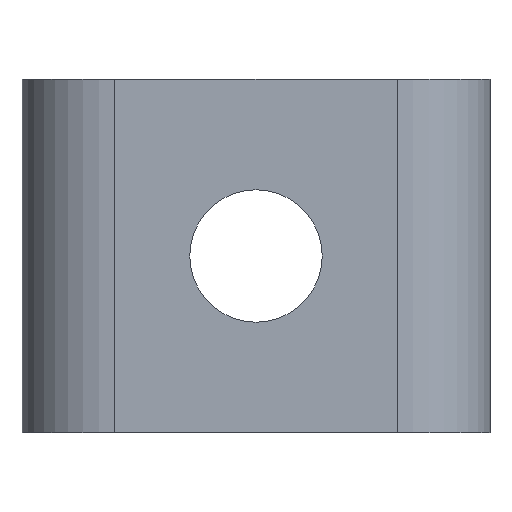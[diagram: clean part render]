
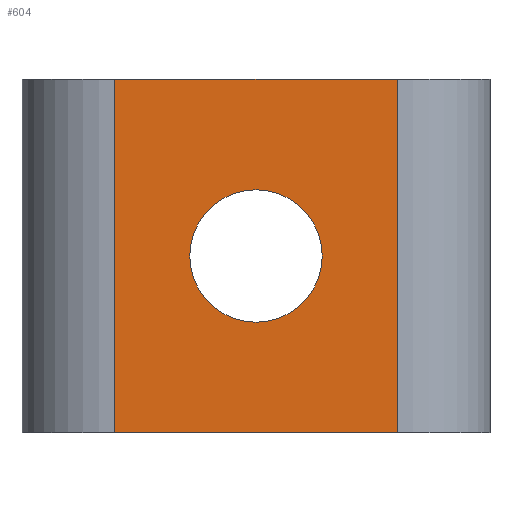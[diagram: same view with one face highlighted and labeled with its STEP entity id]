
A CAD part, front view. The second image highlights one B-rep face of the part: STEP entity #604.
In plain terms, the highlighted planar face has unit normal (0, -1, 0).
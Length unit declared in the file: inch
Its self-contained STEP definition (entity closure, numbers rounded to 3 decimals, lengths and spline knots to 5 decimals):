
#1 = ORIENTED_EDGE ( 'NONE', *, *, #645, .T. ) ;
#60 = ORIENTED_EDGE ( 'NONE', *, *, #1141, .F. ) ;
#92 = CARTESIAN_POINT ( 'NONE',  ( -0.02769, -0.16831, -0.275 ) ) ;
#104 = ORIENTED_EDGE ( 'NONE', *, *, #276, .T. ) ;
#107 = ORIENTED_EDGE ( 'NONE', *, *, #773, .F. ) ;
#132 = VECTOR ( 'NONE', #787, 39.37008 ) ;
#156 = CARTESIAN_POINT ( 'NONE',  ( -0.29269, -0.16831, -0.4 ) ) ;
#202 = VERTEX_POINT ( 'NONE', #92 ) ;
#203 = CARTESIAN_POINT ( 'NONE',  ( 0.13231, -0.16831, 0. ) ) ;
#210 = CARTESIAN_POINT ( 'NONE',  ( -0.18769, -0.16831, 0. ) ) ;
#252 = DIRECTION ( 'NONE',  ( 0., 0., -1. ) ) ;
#257 = LINE ( 'NONE', #289, #945 ) ;
#272 = ORIENTED_EDGE ( 'NONE', *, *, #1024, .T. ) ;
#276 = EDGE_CURVE ( 'NONE', #961, #421, #257, .T. ) ;
#289 = CARTESIAN_POINT ( 'NONE',  ( 0.13231, -0.16831, -0.4 ) ) ;
#294 = AXIS2_PLACEMENT_3D ( 'NONE', #985, #786, #252 ) ;
#301 = AXIS2_PLACEMENT_3D ( 'NONE', #1163, #803, #888 ) ;
#307 = DIRECTION ( 'NONE',  ( 1., 0., 0. ) ) ;
#313 = VERTEX_POINT ( 'NONE', #549 ) ;
#316 = CARTESIAN_POINT ( 'NONE',  ( -0.29269, -0.16831, -0.4 ) ) ;
#345 = ORIENTED_EDGE ( 'NONE', *, *, #720, .F. ) ;
#418 = CARTESIAN_POINT ( 'NONE',  ( -0.18769, -0.16831, -0.4 ) ) ;
#421 = VERTEX_POINT ( 'NONE', #203 ) ;
#490 = CIRCLE ( 'NONE', #294, 0.075 ) ;
#549 = CARTESIAN_POINT ( 'NONE',  ( -0.02769, -0.16831, -0.125 ) ) ;
#553 = VECTOR ( 'NONE', #307, 39.37008 ) ;
#565 = CIRCLE ( 'NONE', #301, 0.075 ) ;
#604 = ADVANCED_FACE ( 'NONE', ( #1050, #933 ), #1029, .T. ) ;
#614 = AXIS2_PLACEMENT_3D ( 'NONE', #316, #669, #940 ) ;
#621 = VECTOR ( 'NONE', #751, 39.37008 ) ;
#645 = EDGE_CURVE ( 'NONE', #709, #961, #847, .T. ) ;
#669 = DIRECTION ( 'NONE',  ( 0., -1., 0. ) ) ;
#709 = VERTEX_POINT ( 'NONE', #418 ) ;
#720 = EDGE_CURVE ( 'NONE', #313, #202, #490, .T. ) ;
#729 = CARTESIAN_POINT ( 'NONE',  ( 0.13231, -0.16831, -0.4 ) ) ;
#751 = DIRECTION ( 'NONE',  ( 0., 0., -1. ) ) ;
#762 = LINE ( 'NONE', #826, #621 ) ;
#773 = EDGE_CURVE ( 'NONE', #202, #313, #565, .T. ) ;
#786 = DIRECTION ( 'NONE',  ( 0., -1., 0. ) ) ;
#787 = DIRECTION ( 'NONE',  ( 1., 0., 0. ) ) ;
#803 = DIRECTION ( 'NONE',  ( 0., -1., 0. ) ) ;
#826 = CARTESIAN_POINT ( 'NONE',  ( -0.18769, -0.16831, -0.4 ) ) ;
#847 = LINE ( 'NONE', #156, #132 ) ;
#881 = EDGE_LOOP ( 'NONE', ( #107, #345 ) ) ;
#888 = DIRECTION ( 'NONE',  ( 0., 0., -1. ) ) ;
#895 = LINE ( 'NONE', #1055, #553 ) ;
#918 = DIRECTION ( 'NONE',  ( 0., 0., 1. ) ) ;
#933 = FACE_OUTER_BOUND ( 'NONE', #954, .T. ) ;
#940 = DIRECTION ( 'NONE',  ( 0., 0., -1. ) ) ;
#945 = VECTOR ( 'NONE', #918, 39.37008 ) ;
#954 = EDGE_LOOP ( 'NONE', ( #1, #104, #60, #272 ) ) ;
#961 = VERTEX_POINT ( 'NONE', #729 ) ;
#985 = CARTESIAN_POINT ( 'NONE',  ( -0.02769, -0.16831, -0.2 ) ) ;
#1021 = VERTEX_POINT ( 'NONE', #210 ) ;
#1024 = EDGE_CURVE ( 'NONE', #1021, #709, #762, .T. ) ;
#1029 = PLANE ( 'NONE',  #614 ) ;
#1050 = FACE_BOUND ( 'NONE', #881, .T. ) ;
#1055 = CARTESIAN_POINT ( 'NONE',  ( -0.29269, -0.16831, 0. ) ) ;
#1141 = EDGE_CURVE ( 'NONE', #1021, #421, #895, .T. ) ;
#1163 = CARTESIAN_POINT ( 'NONE',  ( -0.02769, -0.16831, -0.2 ) ) ;
